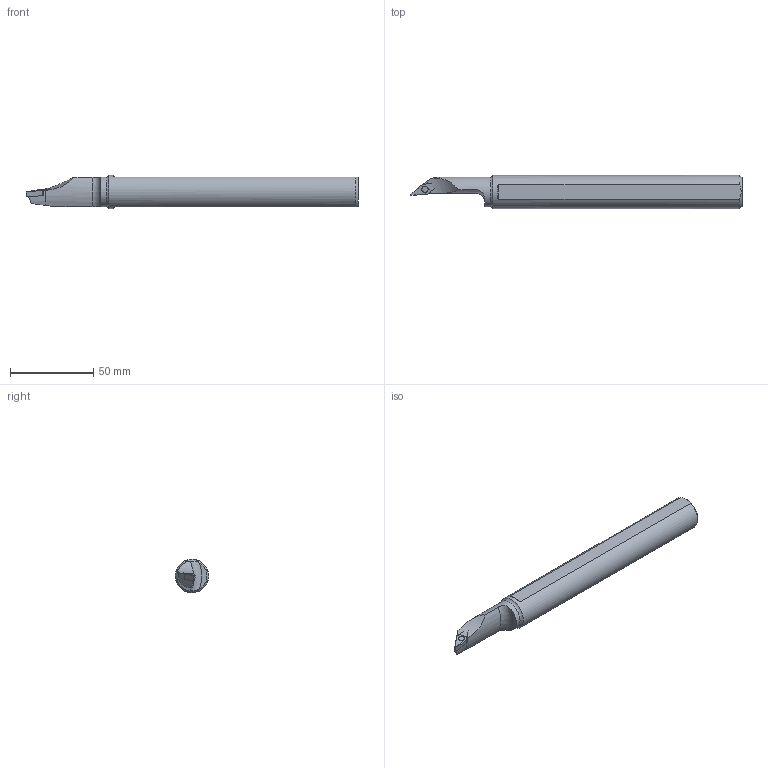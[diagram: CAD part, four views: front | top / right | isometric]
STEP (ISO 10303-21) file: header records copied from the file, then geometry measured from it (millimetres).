
FILE_DESCRIPTION(/* description */ (''),/* implementation_level */ '2;1');
FILE_NAME(/* name */ 'A20R_SVJBR11_SIM.stp',/* time_stamp */ '2019-01-20T20:31:36+01:00',/* author */ (''),/* organization */ (''),/* preprocessor_version */ 'ST-DEVELOPER v15',/* originating_system */ 'SIEMENS PLM Software NX 8.5',/* authorisation */ '');
FILE_SCHEMA (('AUTOMOTIVE_DESIGN { 1 0 10303 214 3 1 1 1 }'));
Length unit declared in the file: millimetre
Products named in the file (1): bl5426B89636n61i
Bounding box: 200 x 20 x 20 mm (x, y, z)
Volume: 48982.1 mm3; surface area: 13982.4 mm2
Topology: 2 solids, 2 shells, 37 faces, 112 edges, 79 vertices
Faces by surface type: plane 12, cylinder 8, cone 7, bspline 6, torus 4
Full cylindrical faces by diameter (mm): 2.9 x1, 4 x1, 18 x1, 20 x1
Entity records: 1432 total; most frequent: CARTESIAN_POINT 567, ORIENTED_EDGE 186, DIRECTION 137, EDGE_CURVE 93, VERTEX_POINT 72, AXIS2_PLACEMENT_3D 53, EDGE_LOOP 50, ADVANCED_FACE 37
